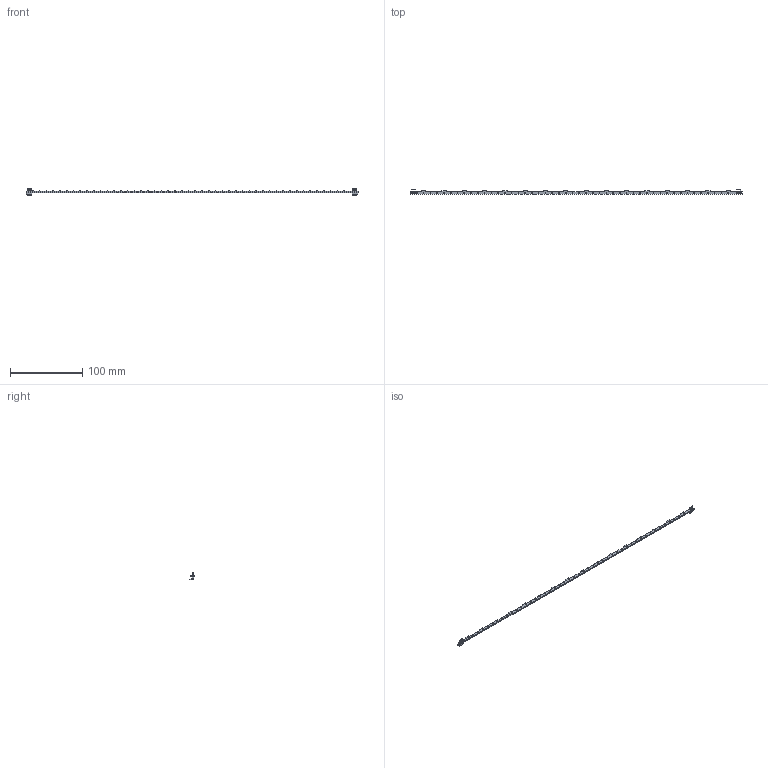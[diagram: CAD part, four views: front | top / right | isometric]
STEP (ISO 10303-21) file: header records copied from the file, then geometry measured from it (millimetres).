
FILE_DESCRIPTION(('KiCad electronic assembly'),'2;1');
FILE_NAME('LEDBoard.step','2021-02-18T20:04:14',('An Author'),( 'A Company'),'Open CASCADE STEP processor 6.9', 'KiCad to STEP converter','Unknown');
FILE_SCHEMA(('AUTOMOTIVE_DESIGN { 1 0 10303 214 1 1 1 1 }'));
Length unit declared in the file: millimetre
Products named in the file (6): Open CASCADE STEP translator 6.9 1; PinHeader_1x03_P2.54mm_Horizontal; SOLID; C_0603_1608Metric; COMPOUND
Assembly tree (52 placements, depth 3):
  Open CASCADE STEP translator 6.9 1
    PinHeader_1x03_P2.54mm_Horizontal  x2
      SOLID
    C_0603_1608Metric  x47
      SOLID
    COMPOUND
Bounding box: 458 x 6.32 x 10.36 mm (x, y, z)
Volume: 2948.3 mm3; surface area: 5708.6 mm2
Topology: 50 solids, 50 shells, 1562 faces, 4020 edges, 2664 vertices
Faces by surface type: plane 986, cylinder 576
Full cylindrical faces by diameter (mm): 1 x6
Entity records: 13642 total; most frequent: CARTESIAN_POINT 2215, DIRECTION 2005, LINE 1419, VECTOR 1419, ORIENTED_EDGE 1002, PCURVE 1002, DEFINITIONAL_REPRESENTATION 1002, EDGE_CURVE 501
